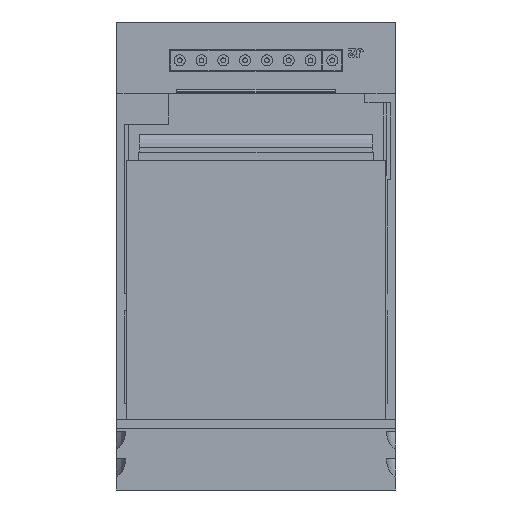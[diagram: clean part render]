
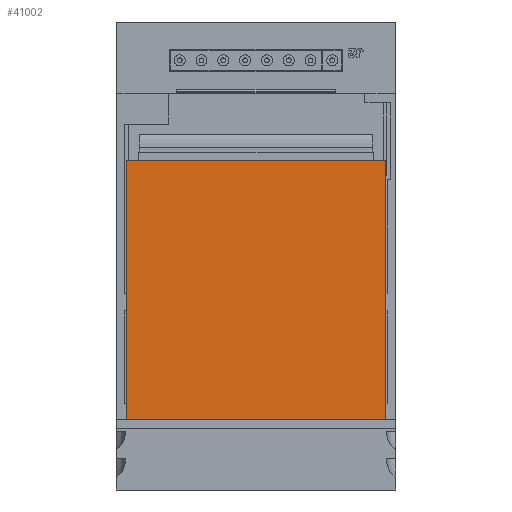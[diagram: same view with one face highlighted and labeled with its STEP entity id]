
A CAD part, front view. The second image highlights one B-rep face of the part: STEP entity #41002.
In plain terms, the highlighted face is planar.
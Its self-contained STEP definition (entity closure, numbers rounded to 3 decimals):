
#3674=FACE_OUTER_BOUND('',#5903,.T.);
#5903=EDGE_LOOP('',(#34945,#34946,#34947,#34948));
#10900=LINE('',#64194,#15568);
#10910=LINE('',#64217,#15578);
#10922=LINE('',#64241,#15590);
#10930=LINE('',#64255,#15598);
#15568=VECTOR('',#52820,10.);
#15578=VECTOR('',#52844,10.);
#15590=VECTOR('',#52858,10.);
#15598=VECTOR('',#52868,10.);
#19564=VERTEX_POINT('',#64191);
#19565=VERTEX_POINT('',#64193);
#19571=VERTEX_POINT('',#64216);
#19582=VERTEX_POINT('',#64239);
#24837=EDGE_CURVE('',#19565,#19564,#10900,.T.);
#24849=EDGE_CURVE('',#19571,#19565,#10910,.T.);
#24861=EDGE_CURVE('',#19564,#19582,#10922,.T.);
#24869=EDGE_CURVE('',#19582,#19571,#10930,.T.);
#34945=ORIENTED_EDGE('',*,*,#24869,.T.);
#34946=ORIENTED_EDGE('',*,*,#24849,.T.);
#34947=ORIENTED_EDGE('',*,*,#24837,.T.);
#34948=ORIENTED_EDGE('',*,*,#24861,.T.);
#38994=PLANE('',#44026);
#41002=ADVANCED_FACE('',(#3674),#38994,.F.);
#44026=AXIS2_PLACEMENT_3D('',#64256,#52869,#52870);
#52820=DIRECTION('',(-1.,0.,0.));
#52844=DIRECTION('',(0.,1.,0.));
#52858=DIRECTION('',(0.,-1.,0.));
#52868=DIRECTION('',(1.,0.,0.));
#52869=DIRECTION('center_axis',(0.,0.,-1.));
#52870=DIRECTION('ref_axis',(-1.,0.,0.));
#64191=CARTESIAN_POINT('',(-13.672,8.312,4.5));
#64193=CARTESIAN_POINT('',(14.399,8.312,4.5));
#64194=CARTESIAN_POINT('',(14.399,8.312,4.5));
#64216=CARTESIAN_POINT('',(14.399,-19.758,4.5));
#64217=CARTESIAN_POINT('',(14.399,-19.758,4.5));
#64239=CARTESIAN_POINT('',(-13.672,-19.758,4.5));
#64241=CARTESIAN_POINT('',(-13.672,8.312,4.5));
#64255=CARTESIAN_POINT('',(-13.672,-19.758,4.5));
#64256=CARTESIAN_POINT('Origin',(0.363,-5.723,4.5));
